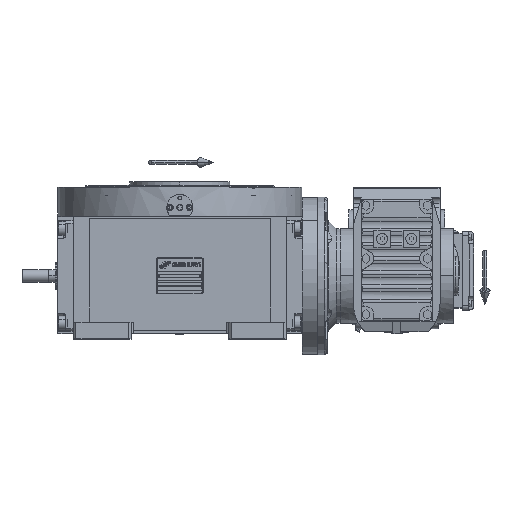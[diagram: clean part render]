
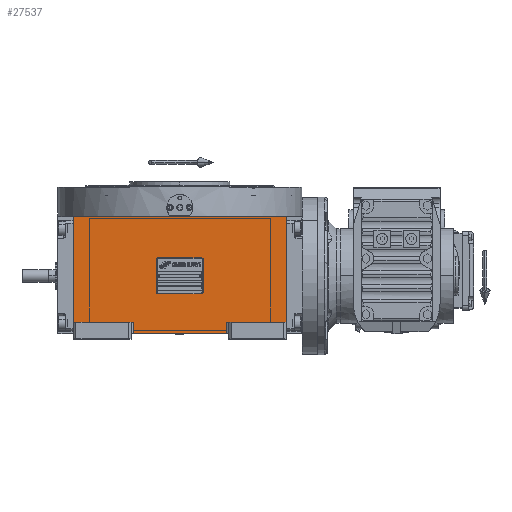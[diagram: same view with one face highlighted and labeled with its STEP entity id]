
A CAD part, top view. The second image highlights one B-rep face of the part: STEP entity #27537.
In plain terms, the highlighted planar face has unit normal (0, 0, 1).
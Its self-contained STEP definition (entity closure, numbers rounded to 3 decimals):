
#2905 = AXIS2_PLACEMENT_3D ( 'NONE', #13376, #77339, #5462 ) ;
#4977 = EDGE_CURVE ( 'NONE', #21010, #72244, #65439, .T. ) ;
#5462 = DIRECTION ( 'NONE',  ( 1., 0., 0. ) ) ;
#6873 = CARTESIAN_POINT ( 'NONE',  ( 59., -59., 226. ) ) ;
#7622 = VECTOR ( 'NONE', #78840, 1000. ) ;
#9281 = ORIENTED_EDGE ( 'NONE', *, *, #67682, .T. ) ;
#13376 = CARTESIAN_POINT ( 'NONE',  ( -135., -73., 226. ) ) ;
#14790 = VERTEX_POINT ( 'NONE', #19695 ) ;
#14886 = LINE ( 'NONE', #102477, #7622 ) ;
#16153 = ORIENTED_EDGE ( 'NONE', *, *, #94560, .F. ) ;
#16661 = EDGE_CURVE ( 'NONE', #21010, #14790, #62508, .T. ) ;
#17177 = CARTESIAN_POINT ( 'NONE',  ( 59., -59., 226. ) ) ;
#19544 = CARTESIAN_POINT ( 'NONE',  ( -135., 75., 226. ) ) ;
#19598 = VERTEX_POINT ( 'NONE', #74039 ) ;
#19695 = CARTESIAN_POINT ( 'NONE',  ( 135., -59., 226. ) ) ;
#21010 = VERTEX_POINT ( 'NONE', #70322 ) ;
#21332 = DIRECTION ( 'NONE',  ( 0., 1., 0. ) ) ;
#22221 = DIRECTION ( 'NONE',  ( 1., 0., 0. ) ) ;
#25086 = VERTEX_POINT ( 'NONE', #89038 ) ;
#25566 = DIRECTION ( 'NONE',  ( 0., -1., 0. ) ) ;
#26709 = VERTEX_POINT ( 'NONE', #19544 ) ;
#27537 = ADVANCED_FACE ( 'NONE', ( #100442 ), #28587, .T. ) ;
#27691 = EDGE_LOOP ( 'NONE', ( #90658, #32937, #54253, #9281, #65695, #67215, #66417, #16153 ) ) ;
#28587 = PLANE ( 'NONE',  #2905 ) ;
#29936 = VECTOR ( 'NONE', #42990, 1000. ) ;
#29983 = LINE ( 'NONE', #87121, #69787 ) ;
#31592 = VERTEX_POINT ( 'NONE', #49172 ) ;
#31656 = LINE ( 'NONE', #61597, #32089 ) ;
#32089 = VECTOR ( 'NONE', #22221, 1000. ) ;
#32937 = ORIENTED_EDGE ( 'NONE', *, *, #4977, .F. ) ;
#33417 = EDGE_CURVE ( 'NONE', #26709, #19598, #14886, .T. ) ;
#38063 = EDGE_CURVE ( 'NONE', #31592, #89254, #58233, .T. ) ;
#41021 = VECTOR ( 'NONE', #21332, 1000. ) ;
#42990 = DIRECTION ( 'NONE',  ( 1., 0., 0. ) ) ;
#49172 = CARTESIAN_POINT ( 'NONE',  ( -135., -59., 226. ) ) ;
#54253 = ORIENTED_EDGE ( 'NONE', *, *, #16661, .T. ) ;
#58233 = LINE ( 'NONE', #82852, #29936 ) ;
#58810 = EDGE_CURVE ( 'NONE', #25086, #72244, #31656, .T. ) ;
#61597 = CARTESIAN_POINT ( 'NONE',  ( -59., -73., 226. ) ) ;
#62508 = LINE ( 'NONE', #6873, #79649 ) ;
#65439 = LINE ( 'NONE', #17177, #75839 ) ;
#65695 = ORIENTED_EDGE ( 'NONE', *, *, #33417, .F. ) ;
#66417 = ORIENTED_EDGE ( 'NONE', *, *, #38063, .T. ) ;
#67215 = ORIENTED_EDGE ( 'NONE', *, *, #98609, .F. ) ;
#67682 = EDGE_CURVE ( 'NONE', #14790, #19598, #29983, .T. ) ;
#69787 = VECTOR ( 'NONE', #102367, 1000. ) ;
#70322 = CARTESIAN_POINT ( 'NONE',  ( 59., -59., 226. ) ) ;
#72244 = VERTEX_POINT ( 'NONE', #75345 ) ;
#74039 = CARTESIAN_POINT ( 'NONE',  ( 135., 75., 226. ) ) ;
#75345 = CARTESIAN_POINT ( 'NONE',  ( 59., -73., 226. ) ) ;
#75839 = VECTOR ( 'NONE', #25566, 1000. ) ;
#76682 = VECTOR ( 'NONE', #86485, 1000. ) ;
#77339 = DIRECTION ( 'NONE',  ( 0., 0., 1. ) ) ;
#78840 = DIRECTION ( 'NONE',  ( 1., 0., 0. ) ) ;
#79118 = LINE ( 'NONE', #102747, #76682 ) ;
#79649 = VECTOR ( 'NONE', #93963, 1000. ) ;
#82852 = CARTESIAN_POINT ( 'NONE',  ( -135., -59., 226. ) ) ;
#83246 = CARTESIAN_POINT ( 'NONE',  ( -59., -73., 226. ) ) ;
#86485 = DIRECTION ( 'NONE',  ( 0., 1., 0. ) ) ;
#87121 = CARTESIAN_POINT ( 'NONE',  ( 135., -59., 226. ) ) ;
#89038 = CARTESIAN_POINT ( 'NONE',  ( -59., -73., 226. ) ) ;
#89254 = VERTEX_POINT ( 'NONE', #95723 ) ;
#90658 = ORIENTED_EDGE ( 'NONE', *, *, #58810, .T. ) ;
#93963 = DIRECTION ( 'NONE',  ( 1., 0., 0. ) ) ;
#94560 = EDGE_CURVE ( 'NONE', #25086, #89254, #99499, .T. ) ;
#95723 = CARTESIAN_POINT ( 'NONE',  ( -59., -59., 226. ) ) ;
#98609 = EDGE_CURVE ( 'NONE', #31592, #26709, #79118, .T. ) ;
#99499 = LINE ( 'NONE', #83246, #41021 ) ;
#100442 = FACE_OUTER_BOUND ( 'NONE', #27691, .T. ) ;
#102367 = DIRECTION ( 'NONE',  ( 0., 1., 0. ) ) ;
#102477 = CARTESIAN_POINT ( 'NONE',  ( -135., 75., 226. ) ) ;
#102747 = CARTESIAN_POINT ( 'NONE',  ( -135., -59., 226. ) ) ;
